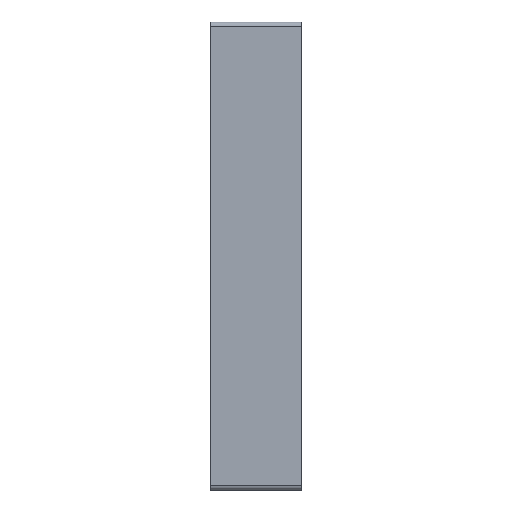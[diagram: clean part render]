
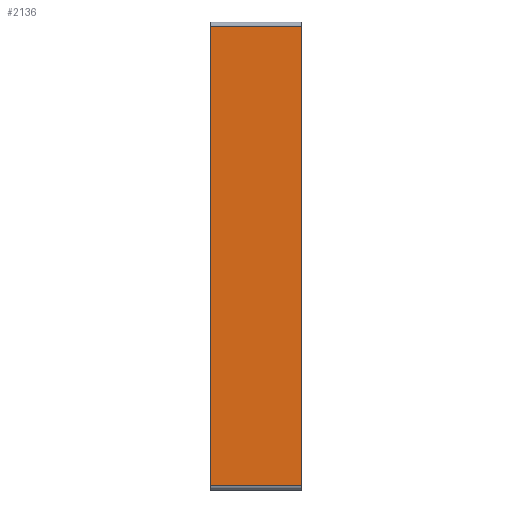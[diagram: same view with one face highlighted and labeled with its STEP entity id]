
A CAD part, front view. The second image highlights one B-rep face of the part: STEP entity #2136.
In plain terms, the highlighted planar face has unit normal (0, -1, 0).
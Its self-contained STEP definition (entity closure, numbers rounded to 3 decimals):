
#53=LINE('',#3212,#247);
#55=LINE('',#3218,#249);
#59=LINE('',#3232,#253);
#60=LINE('',#3233,#254);
#247=VECTOR('',#2554,50.);
#249=VECTOR('',#2560,250.);
#253=VECTOR('',#2572,250.);
#254=VECTOR('',#2573,50.);
#434=PLANE('',#2272);
#536=FACE_OUTER_BOUND('',#656,.T.);
#656=EDGE_LOOP('',(#1499,#1500,#1501,#1502));
#924=VERTEX_POINT('',#3209);
#925=VERTEX_POINT('',#3211);
#927=VERTEX_POINT('',#3217);
#933=VERTEX_POINT('',#3231);
#1150=EDGE_CURVE('',#924,#925,#53,.T.);
#1153=EDGE_CURVE('',#925,#927,#55,.T.);
#1160=EDGE_CURVE('',#933,#924,#59,.T.);
#1161=EDGE_CURVE('',#927,#933,#60,.T.);
#1499=ORIENTED_EDGE('',*,*,#1150,.F.);
#1500=ORIENTED_EDGE('',*,*,#1160,.F.);
#1501=ORIENTED_EDGE('',*,*,#1161,.F.);
#1502=ORIENTED_EDGE('',*,*,#1153,.F.);
#2136=ADVANCED_FACE('',(#536),#434,.T.);
#2272=AXIS2_PLACEMENT_3D('',#3230,#2570,#2571);
#2554=DIRECTION('',(-1.,0.,0.));
#2560=DIRECTION('',(0.,0.,1.));
#2570=DIRECTION('center_axis',(0.,-1.,0.));
#2571=DIRECTION('ref_axis',(0.,0.,-1.));
#2572=DIRECTION('',(0.,0.,-1.));
#2573=DIRECTION('',(1.,0.,0.));
#3209=CARTESIAN_POINT('',(25.,-127.5,-125.));
#3211=CARTESIAN_POINT('',(-25.,-127.5,-125.));
#3212=CARTESIAN_POINT('',(0.,-127.5,-125.));
#3217=CARTESIAN_POINT('',(-25.,-127.5,125.));
#3218=CARTESIAN_POINT('',(-25.,-127.5,127.5));
#3230=CARTESIAN_POINT('Origin',(0.,-127.5,127.5));
#3231=CARTESIAN_POINT('',(25.,-127.5,125.));
#3232=CARTESIAN_POINT('',(25.,-127.5,127.5));
#3233=CARTESIAN_POINT('',(0.,-127.5,125.));
